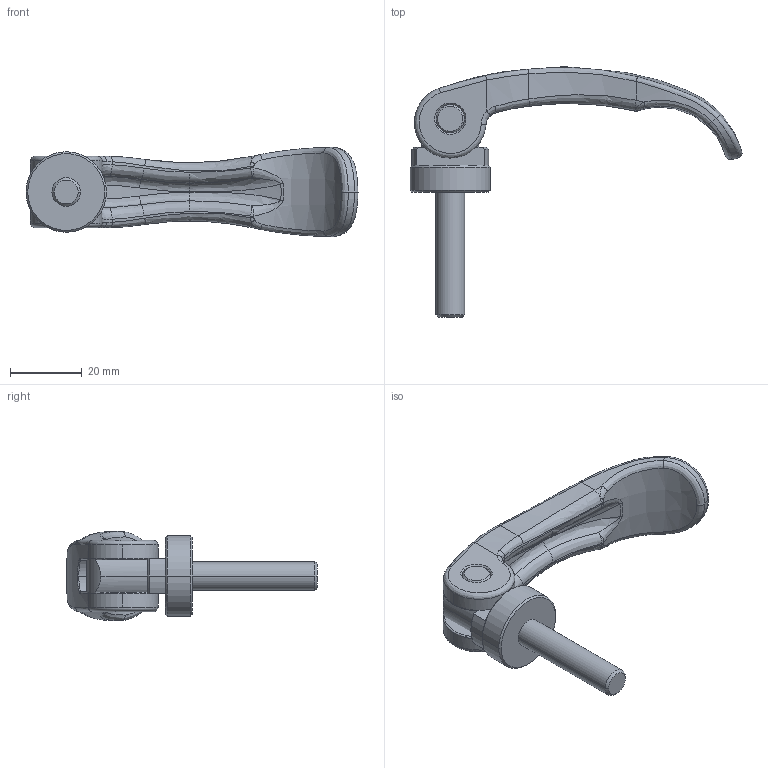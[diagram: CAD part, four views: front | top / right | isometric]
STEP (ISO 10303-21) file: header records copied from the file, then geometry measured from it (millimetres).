
FILE_DESCRIPTION(('STEP AP214'),'1');
FILE_NAME('EH_23390_0222.stp','2017-08-10T07:32:17',('TraceParts'),('TraceParts S.A.'),'Spatial InterOp 3D',' ',' ');
FILE_SCHEMA(('automotive_design'));
Length unit declared in the file: millimetre
Products named in the file (2): EH_23390_0222_1; EH_23390_0222_2
Bounding box: 92.84 x 70.08 x 24.99 mm (x, y, z)
Volume: 23634.3 mm3; surface area: 9963.4 mm2
Topology: 2 solids, 2 shells, 148 faces, 356 edges, 211 vertices
Faces by surface type: bspline 78, cylinder 38, cone 18, plane 14
Entity records: 18222 total; most frequent: CARTESIAN_POINT 14122, ORIENTED_EDGE 704, DIRECTION 460, EDGE_CURVE 352, VERTEX_POINT 211, AXIS2_PLACEMENT_3D 193, EDGE_LOOP 155, STYLED_ITEM 148
